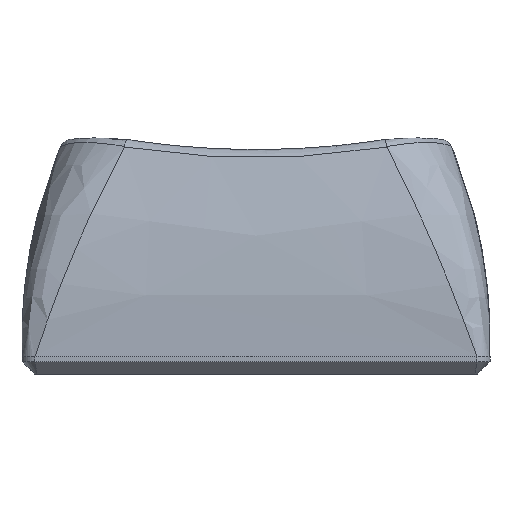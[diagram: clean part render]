
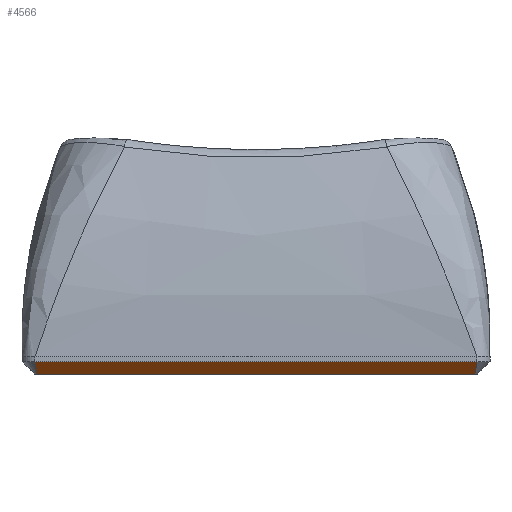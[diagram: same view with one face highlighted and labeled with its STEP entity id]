
A CAD part, front view. The second image highlights one B-rep face of the part: STEP entity #4566.
In plain terms, the highlighted planar face has unit normal (0, -0.707, -0.707).
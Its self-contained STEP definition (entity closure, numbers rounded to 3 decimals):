
#720 = PLANE('',#721);
#721 = AXIS2_PLACEMENT_3D('',#722,#723,#724);
#722 = CARTESIAN_POINT('',(-8.5,-9.,0.672));
#723 = DIRECTION('',(0.,-1.,0.));
#724 = DIRECTION('',(1.,0.,0.));
#1973 = VERTEX_POINT('',#1974);
#1974 = CARTESIAN_POINT('',(-8.5,-9.,0.48));
#2000 = EDGE_CURVE('',#1973,#2001,#2003,.T.);
#2001 = VERTEX_POINT('',#2002);
#2002 = CARTESIAN_POINT('',(8.5,-9.,0.48));
#2003 = SURFACE_CURVE('',#2004,(#2008,#2015),.PCURVE_S1.);
#2004 = LINE('',#2005,#2006);
#2005 = CARTESIAN_POINT('',(-8.5,-9.,0.48));
#2006 = VECTOR('',#2007,1.);
#2007 = DIRECTION('',(1.,0.,0.));
#2008 = PCURVE('',#720,#2009);
#2009 = DEFINITIONAL_REPRESENTATION('',(#2010),#2014);
#2010 = LINE('',#2011,#2012);
#2011 = CARTESIAN_POINT('',(0.,-0.192));
#2012 = VECTOR('',#2013,1.);
#2013 = DIRECTION('',(1.,0.));
#2014 = ( GEOMETRIC_REPRESENTATION_CONTEXT(2) 
PARAMETRIC_REPRESENTATION_CONTEXT() REPRESENTATION_CONTEXT('2D SPACE',''
  ) );
#2015 = PCURVE('',#2016,#2021);
#2016 = PLANE('',#2017);
#2017 = AXIS2_PLACEMENT_3D('',#2018,#2019,#2020);
#2018 = CARTESIAN_POINT('',(-8.5,-8.76,0.24));
#2019 = DIRECTION('',(0.,0.707,0.707)
  );
#2020 = DIRECTION('',(1.,0.,0.));
#2021 = DEFINITIONAL_REPRESENTATION('',(#2022),#2026);
#2022 = LINE('',#2023,#2024);
#2023 = CARTESIAN_POINT('',(0.,-0.339));
#2024 = VECTOR('',#2025,1.);
#2025 = DIRECTION('',(1.,0.));
#2026 = ( GEOMETRIC_REPRESENTATION_CONTEXT(2) 
PARAMETRIC_REPRESENTATION_CONTEXT() REPRESENTATION_CONTEXT('2D SPACE',''
  ) );
#3188 = CONICAL_SURFACE('',#3189,0.7,0.785);
#3189 = AXIS2_PLACEMENT_3D('',#3190,#3191,#3192);
#3190 = CARTESIAN_POINT('',(8.323,-8.323,0.48));
#3191 = DIRECTION('',(-0.,-0.,1.));
#3192 = DIRECTION('',(0.967,-0.253,0.));
#4566 = ADVANCED_FACE('',(#4567),#2016,.F.);
#4567 = FACE_BOUND('',#4568,.F.);
#4568 = EDGE_LOOP('',(#4569,#4604,#4605,#4635));
#4569 = ORIENTED_EDGE('',*,*,#4570,.F.);
#4570 = EDGE_CURVE('',#1973,#4571,#4573,.T.);
#4571 = VERTEX_POINT('',#4572);
#4572 = CARTESIAN_POINT('',(-8.42,-8.52,0.));
#4573 = SURFACE_CURVE('',#4574,(#4579,#4586),.PCURVE_S1.);
#4574 = PARABOLA('',#4575,0.008);
#4575 = AXIS2_PLACEMENT_3D('',#4576,#4577,#4578);
#4576 = CARTESIAN_POINT('',(-8.323,-8.311,
    -0.209));
#4577 = DIRECTION('',(0.,0.707,0.707)
  );
#4578 = DIRECTION('',(0.,-0.707,0.707)
  );
#4579 = PCURVE('',#2016,#4580);
#4580 = DEFINITIONAL_REPRESENTATION('',(#4581),#4585);
#4581 = B_SPLINE_CURVE_WITH_KNOTS('',2,(#4582,#4583,#4584),
  .UNSPECIFIED.,.F.,.F.,(3,3),(-0.177,-0.098),
  .PIECEWISE_BEZIER_KNOTS.);
#4582 = CARTESIAN_POINT('',(0.,-0.339));
#4583 = CARTESIAN_POINT('',(0.04,0.098));
#4584 = CARTESIAN_POINT('',(0.08,0.339));
#4585 = ( GEOMETRIC_REPRESENTATION_CONTEXT(2) 
PARAMETRIC_REPRESENTATION_CONTEXT() REPRESENTATION_CONTEXT('2D SPACE',''
  ) );
#4586 = PCURVE('',#4587,#4592);
#4587 = CONICAL_SURFACE('',#4588,0.7,0.785);
#4588 = AXIS2_PLACEMENT_3D('',#4589,#4590,#4591);
#4589 = CARTESIAN_POINT('',(-8.323,-8.323,0.48));
#4590 = DIRECTION('',(-0.,-0.,1.));
#4591 = DIRECTION('',(-0.253,-0.967,-0.));
#4592 = DEFINITIONAL_REPRESENTATION('',(#4593),#4603);
#4593 = B_SPLINE_CURVE_WITH_KNOTS('',8,(#4594,#4595,#4596,#4597,#4598,
    #4599,#4600,#4601,#4602),.UNSPECIFIED.,.F.,.F.,(9,9),(
    -0.177,-0.098),.PIECEWISE_BEZIER_KNOTS.);
#4594 = CARTESIAN_POINT('',(0.,0.));
#4595 = CARTESIAN_POINT('',(-0.014,-0.077));
#4596 = CARTESIAN_POINT('',(-0.03,-0.15));
#4597 = CARTESIAN_POINT('',(-0.048,-0.217));
#4598 = CARTESIAN_POINT('',(-0.069,-0.28));
#4599 = CARTESIAN_POINT('',(-0.094,-0.337));
#4600 = CARTESIAN_POINT('',(-0.123,-0.39));
#4601 = CARTESIAN_POINT('',(-0.158,-0.437));
#4602 = CARTESIAN_POINT('',(-0.203,-0.48));
#4603 = ( GEOMETRIC_REPRESENTATION_CONTEXT(2) 
PARAMETRIC_REPRESENTATION_CONTEXT() REPRESENTATION_CONTEXT('2D SPACE',''
  ) );
#4604 = ORIENTED_EDGE('',*,*,#2000,.T.);
#4605 = ORIENTED_EDGE('',*,*,#4606,.T.);
#4606 = EDGE_CURVE('',#2001,#4607,#4609,.T.);
#4607 = VERTEX_POINT('',#4608);
#4608 = CARTESIAN_POINT('',(8.42,-8.52,0.));
#4609 = SURFACE_CURVE('',#4610,(#4615,#4622),.PCURVE_S1.);
#4610 = PARABOLA('',#4611,0.008);
#4611 = AXIS2_PLACEMENT_3D('',#4612,#4613,#4614);
#4612 = CARTESIAN_POINT('',(8.323,-8.311,
    -0.209));
#4613 = DIRECTION('',(0.,-0.707,-0.707
    ));
#4614 = DIRECTION('',(0.,-0.707,0.707)
  );
#4615 = PCURVE('',#2016,#4616);
#4616 = DEFINITIONAL_REPRESENTATION('',(#4617),#4621);
#4617 = B_SPLINE_CURVE_WITH_KNOTS('',2,(#4618,#4619,#4620),
  .UNSPECIFIED.,.F.,.F.,(3,3),(-0.177,-0.098),
  .PIECEWISE_BEZIER_KNOTS.);
#4618 = CARTESIAN_POINT('',(17.,-0.339));
#4619 = CARTESIAN_POINT('',(16.96,0.098));
#4620 = CARTESIAN_POINT('',(16.92,0.339));
#4621 = ( GEOMETRIC_REPRESENTATION_CONTEXT(2) 
PARAMETRIC_REPRESENTATION_CONTEXT() REPRESENTATION_CONTEXT('2D SPACE',''
  ) );
#4622 = PCURVE('',#3188,#4623);
#4623 = DEFINITIONAL_REPRESENTATION('',(#4624),#4634);
#4624 = B_SPLINE_CURVE_WITH_KNOTS('',8,(#4625,#4626,#4627,#4628,#4629,
    #4630,#4631,#4632,#4633),.UNSPECIFIED.,.F.,.F.,(9,9),(
    -0.177,-0.098),.PIECEWISE_BEZIER_KNOTS.);
#4625 = CARTESIAN_POINT('',(-1.059,0.));
#4626 = CARTESIAN_POINT('',(-1.045,-0.077));
#4627 = CARTESIAN_POINT('',(-1.029,-0.15));
#4628 = CARTESIAN_POINT('',(-1.01,-0.217));
#4629 = CARTESIAN_POINT('',(-0.99,-0.28));
#4630 = CARTESIAN_POINT('',(-0.965,-0.337));
#4631 = CARTESIAN_POINT('',(-0.936,-0.39));
#4632 = CARTESIAN_POINT('',(-0.901,-0.437));
#4633 = CARTESIAN_POINT('',(-0.856,-0.48));
#4634 = ( GEOMETRIC_REPRESENTATION_CONTEXT(2) 
PARAMETRIC_REPRESENTATION_CONTEXT() REPRESENTATION_CONTEXT('2D SPACE',''
  ) );
#4635 = ORIENTED_EDGE('',*,*,#4636,.F.);
#4636 = EDGE_CURVE('',#4571,#4607,#4637,.T.);
#4637 = SURFACE_CURVE('',#4638,(#4642,#4649),.PCURVE_S1.);
#4638 = LINE('',#4639,#4640);
#4639 = CARTESIAN_POINT('',(-8.5,-8.52,0.));
#4640 = VECTOR('',#4641,1.);
#4641 = DIRECTION('',(1.,0.,0.));
#4642 = PCURVE('',#2016,#4643);
#4643 = DEFINITIONAL_REPRESENTATION('',(#4644),#4648);
#4644 = LINE('',#4645,#4646);
#4645 = CARTESIAN_POINT('',(0.,0.339));
#4646 = VECTOR('',#4647,1.);
#4647 = DIRECTION('',(1.,0.));
#4648 = ( GEOMETRIC_REPRESENTATION_CONTEXT(2) 
PARAMETRIC_REPRESENTATION_CONTEXT() REPRESENTATION_CONTEXT('2D SPACE',''
  ) );
#4649 = PCURVE('',#4650,#4655);
#4650 = PLANE('',#4651);
#4651 = AXIS2_PLACEMENT_3D('',#4652,#4653,#4654);
#4652 = CARTESIAN_POINT('',(8.5,9.,0.));
#4653 = DIRECTION('',(0.,0.,-1.));
#4654 = DIRECTION('',(-1.,0.,0.));
#4655 = DEFINITIONAL_REPRESENTATION('',(#4656),#4660);
#4656 = LINE('',#4657,#4658);
#4657 = CARTESIAN_POINT('',(17.,-17.52));
#4658 = VECTOR('',#4659,1.);
#4659 = DIRECTION('',(-1.,0.));
#4660 = ( GEOMETRIC_REPRESENTATION_CONTEXT(2) 
PARAMETRIC_REPRESENTATION_CONTEXT() REPRESENTATION_CONTEXT('2D SPACE',''
  ) );
